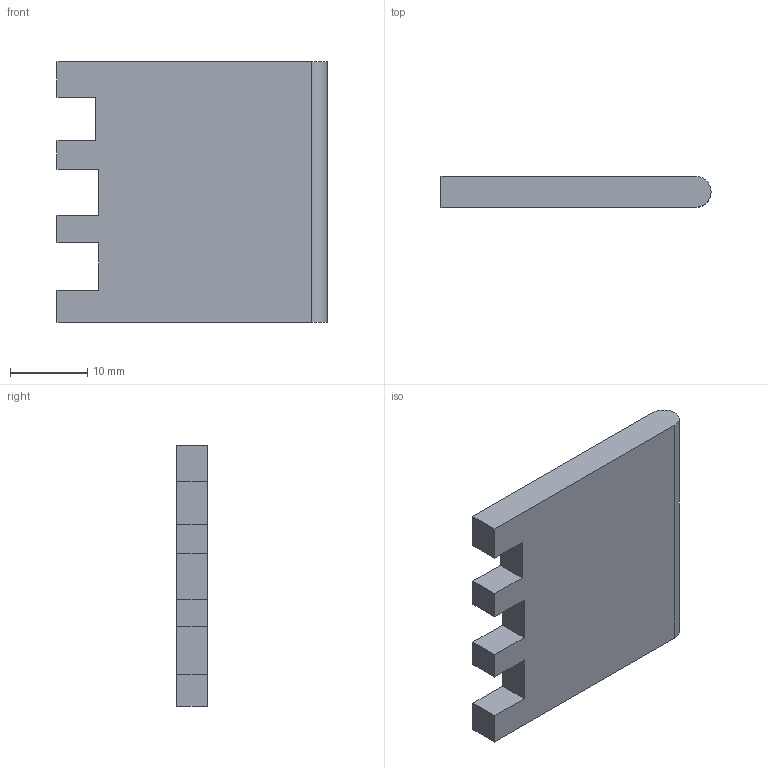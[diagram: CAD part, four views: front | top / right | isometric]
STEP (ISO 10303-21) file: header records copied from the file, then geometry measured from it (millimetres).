
FILE_DESCRIPTION(/* description */ (''),/* implementation_level */ '2;1');
FILE_NAME(/* name */ '30_alignment_template.ipt.step',/* time_stamp */ '2022-11-29T08:13:27+01:00',/* author */ ('Yashar'),/* organization */ (''),/* preprocessor_version */ 'ST-DEVELOPER v18.1',/* originating_system */ 'Autodesk Inventor 2022',/* authorisation */ '');
FILE_SCHEMA (('AUTOMOTIVE_DESIGN { 1 0 10303 214 3 1 1 }'));
Length unit declared in the file: millimetre
Products named in the file (1): schablone
Bounding box: 35 x 4 x 33.8 mm (x, y, z)
Volume: 3687.5 mm3; surface area: 3069.4 mm2
Topology: 1 solids, 1 shells, 47 faces, 126 edges, 82 vertices
Faces by surface type: plane 46, cylinder 1
Entity records: 1475 total; most frequent: CARTESIAN_POINT 256, ORIENTED_EDGE 252, DIRECTION 224, EDGE_CURVE 126, LINE 124, VECTOR 124, VERTEX_POINT 82, AXIS2_PLACEMENT_3D 50
